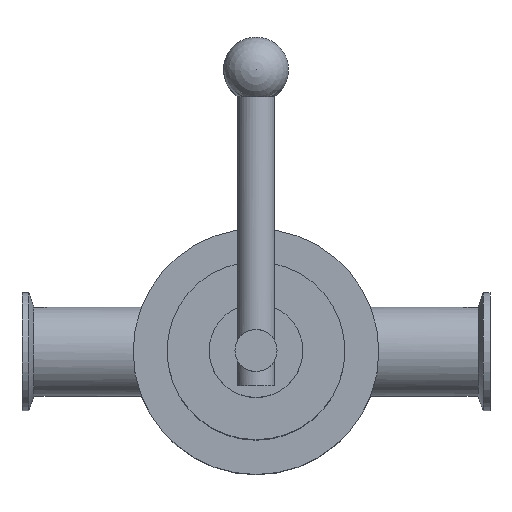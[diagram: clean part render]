
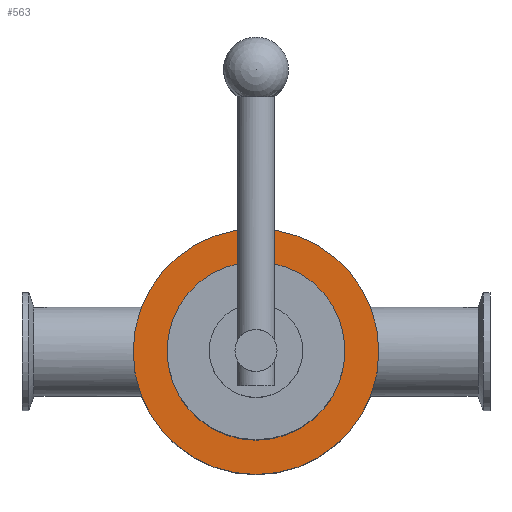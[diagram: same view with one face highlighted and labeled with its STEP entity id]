
A CAD part, top view. The second image highlights one B-rep face of the part: STEP entity #563.
In plain terms, the highlighted planar face has unit normal (0, 0, 1).
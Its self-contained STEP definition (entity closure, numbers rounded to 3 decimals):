
#29=PLANE('',#652);
#106=FACE_BOUND('',#196,.T.);
#143=FACE_OUTER_BOUND('',#195,.T.);
#195=EDGE_LOOP('',(#506));
#196=EDGE_LOOP('',(#507));
#252=CIRCLE('',#651,27.);
#253=CIRCLE('',#653,52.5);
#301=VERTEX_POINT('',#1288);
#302=VERTEX_POINT('',#1292);
#370=EDGE_CURVE('',#301,#301,#252,.T.);
#372=EDGE_CURVE('',#302,#302,#253,.T.);
#506=ORIENTED_EDGE('',*,*,#372,.F.);
#507=ORIENTED_EDGE('',*,*,#370,.T.);
#563=ADVANCED_FACE('',(#143,#106),#29,.T.);
#651=AXIS2_PLACEMENT_3D('',#1289,#805,#806);
#652=AXIS2_PLACEMENT_3D('',#1291,#808,#809);
#653=AXIS2_PLACEMENT_3D('',#1293,#810,#811);
#805=DIRECTION('center_axis',(0.,0.,-1.));
#806=DIRECTION('ref_axis',(-1.,0.,0.));
#808=DIRECTION('center_axis',(0.,0.,1.));
#809=DIRECTION('ref_axis',(1.,0.,0.));
#810=DIRECTION('center_axis',(0.,0.,-1.));
#811=DIRECTION('ref_axis',(-1.,0.,0.));
#1288=CARTESIAN_POINT('',(27.,0.,39.35));
#1289=CARTESIAN_POINT('Origin',(0.,0.,39.35));
#1291=CARTESIAN_POINT('Origin',(-39.75,0.,39.35));
#1292=CARTESIAN_POINT('',(52.5,0.,39.35));
#1293=CARTESIAN_POINT('Origin',(0.,0.,39.35));
